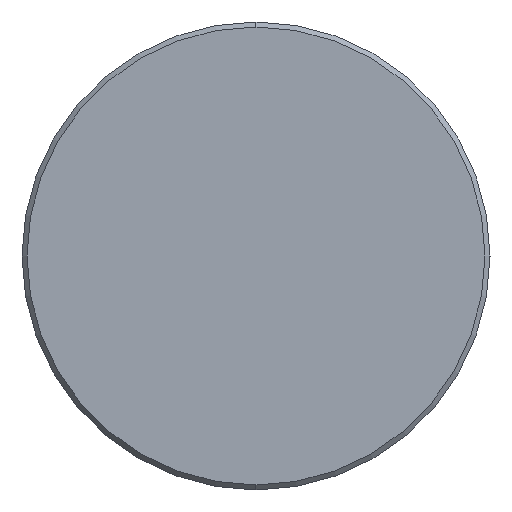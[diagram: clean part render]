
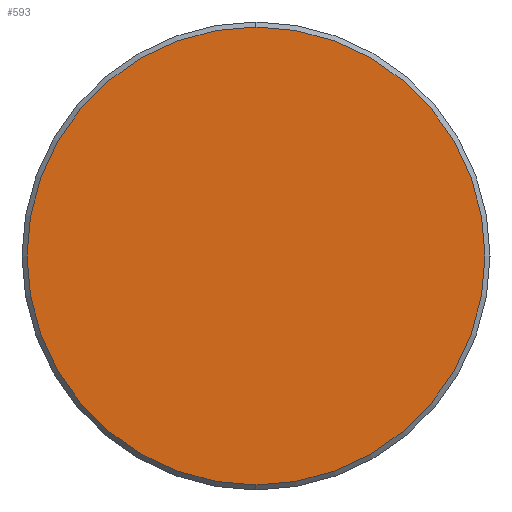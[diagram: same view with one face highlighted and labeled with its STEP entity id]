
A CAD part, left-side view. The second image highlights one B-rep face of the part: STEP entity #593.
In plain terms, the highlighted planar face has unit normal (-1, 0, 0).
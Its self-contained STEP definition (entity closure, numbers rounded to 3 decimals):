
#14 = DIRECTION ( 'NONE',  ( -1., 0., 0. ) ) ;
#24 = CARTESIAN_POINT ( 'NONE',  ( 0., 0., 13.7 ) ) ;
#160 = FACE_OUTER_BOUND ( 'NONE', #568, .T. ) ;
#194 = CARTESIAN_POINT ( 'NONE',  ( 0., 0., 0. ) ) ;
#231 = CIRCLE ( 'NONE', #706, 13.7 ) ;
#232 = DIRECTION ( 'NONE',  ( 0., 0., 1. ) ) ;
#248 = AXIS2_PLACEMENT_3D ( 'NONE', #295, #426, #583 ) ;
#295 = CARTESIAN_POINT ( 'NONE',  ( 0., 0., 0. ) ) ;
#311 = AXIS2_PLACEMENT_3D ( 'NONE', #598, #14, #232 ) ;
#343 = CIRCLE ( 'NONE', #311, 13.7 ) ;
#392 = ORIENTED_EDGE ( 'NONE', *, *, #939, .T. ) ;
#426 = DIRECTION ( 'NONE',  ( 1., 0., 0. ) ) ;
#427 = PLANE ( 'NONE',  #248 ) ;
#445 = ORIENTED_EDGE ( 'NONE', *, *, #738, .T. ) ;
#470 = CARTESIAN_POINT ( 'NONE',  ( 0., 0., -13.7 ) ) ;
#482 = DIRECTION ( 'NONE',  ( 0., 0., 1. ) ) ;
#568 = EDGE_LOOP ( 'NONE', ( #392, #445 ) ) ;
#583 = DIRECTION ( 'NONE',  ( 0., 0., -1. ) ) ;
#593 = ADVANCED_FACE ( 'NONE', ( #160 ), #427, .F. ) ;
#598 = CARTESIAN_POINT ( 'NONE',  ( 0., 0., 0. ) ) ;
#706 = AXIS2_PLACEMENT_3D ( 'NONE', #194, #854, #482 ) ;
#729 = VERTEX_POINT ( 'NONE', #24 ) ;
#738 = EDGE_CURVE ( 'NONE', #729, #898, #343, .T. ) ;
#854 = DIRECTION ( 'NONE',  ( -1., 0., 0. ) ) ;
#898 = VERTEX_POINT ( 'NONE', #470 ) ;
#939 = EDGE_CURVE ( 'NONE', #898, #729, #231, .T. ) ;
